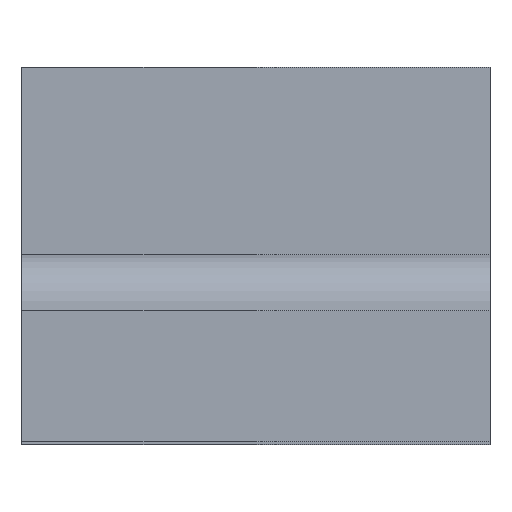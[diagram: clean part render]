
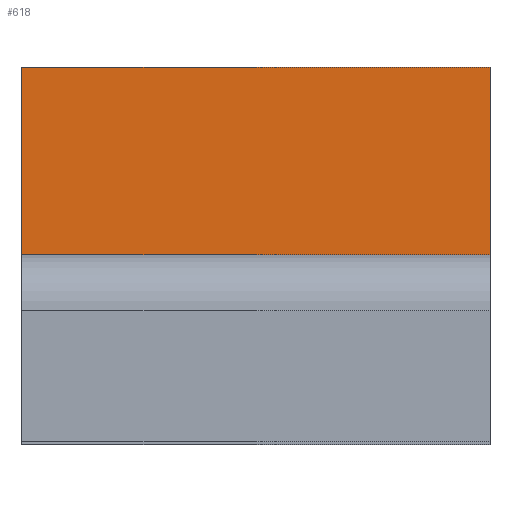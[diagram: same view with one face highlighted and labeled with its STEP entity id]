
A CAD part, top view. The second image highlights one B-rep face of the part: STEP entity #618.
In plain terms, the highlighted planar face has unit normal (0, 0, 1).
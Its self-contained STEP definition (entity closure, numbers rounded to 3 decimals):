
#9 = VECTOR ( 'NONE', #791, 1000. ) ;
#39 = CARTESIAN_POINT ( 'NONE',  ( 12.5, 0., 37.5 ) ) ;
#44 = CARTESIAN_POINT ( 'NONE',  ( -12.5, -10., 37.5 ) ) ;
#48 = CARTESIAN_POINT ( 'NONE',  ( 12.5, -10., 37.5 ) ) ;
#77 = FACE_OUTER_BOUND ( 'NONE', #645, .T. ) ;
#135 = VECTOR ( 'NONE', #254, 1000. ) ;
#215 = EDGE_CURVE ( 'NONE', #641, #774, #425, .T. ) ;
#243 = ORIENTED_EDGE ( 'NONE', *, *, #277, .F. ) ;
#254 = DIRECTION ( 'NONE',  ( 0., -1., 0. ) ) ;
#257 = CARTESIAN_POINT ( 'NONE',  ( 12.5, -10., 37.5 ) ) ;
#261 = LINE ( 'NONE', #257, #135 ) ;
#265 = ORIENTED_EDGE ( 'NONE', *, *, #650, .T. ) ;
#277 = EDGE_CURVE ( 'NONE', #766, #774, #753, .T. ) ;
#296 = DIRECTION ( 'NONE',  ( -1., 0., 0. ) ) ;
#298 = CARTESIAN_POINT ( 'NONE',  ( 12.5, 0., 37.5 ) ) ;
#300 = LINE ( 'NONE', #298, #541 ) ;
#304 = CARTESIAN_POINT ( 'NONE',  ( -12.5, 0., 37.5 ) ) ;
#335 = ORIENTED_EDGE ( 'NONE', *, *, #215, .T. ) ;
#388 = DIRECTION ( 'NONE',  ( 0., 1., 0. ) ) ;
#391 = DIRECTION ( 'NONE',  ( 0., 0., -1. ) ) ;
#392 = CARTESIAN_POINT ( 'NONE',  ( 12.5, -10., 37.5 ) ) ;
#400 = PLANE ( 'NONE',  #440 ) ;
#425 = LINE ( 'NONE', #792, #9 ) ;
#440 = AXIS2_PLACEMENT_3D ( 'NONE', #392, #391, #388 ) ;
#541 = VECTOR ( 'NONE', #296, 1000. ) ;
#618 = ADVANCED_FACE ( 'NONE', ( #77 ), #400, .F. ) ;
#634 = ORIENTED_EDGE ( 'NONE', *, *, #666, .F. ) ;
#641 = VERTEX_POINT ( 'NONE', #304 ) ;
#645 = EDGE_LOOP ( 'NONE', ( #335, #243, #634, #265 ) ) ;
#650 = EDGE_CURVE ( 'NONE', #777, #641, #300, .T. ) ;
#666 = EDGE_CURVE ( 'NONE', #777, #766, #261, .T. ) ;
#677 = VECTOR ( 'NONE', #749, 1000. ) ;
#749 = DIRECTION ( 'NONE',  ( -1., 0., 0. ) ) ;
#751 = CARTESIAN_POINT ( 'NONE',  ( 12.5, -10., 37.5 ) ) ;
#753 = LINE ( 'NONE', #751, #677 ) ;
#766 = VERTEX_POINT ( 'NONE', #48 ) ;
#774 = VERTEX_POINT ( 'NONE', #44 ) ;
#777 = VERTEX_POINT ( 'NONE', #39 ) ;
#791 = DIRECTION ( 'NONE',  ( 0., -1., 0. ) ) ;
#792 = CARTESIAN_POINT ( 'NONE',  ( -12.5, -10., 37.5 ) ) ;
